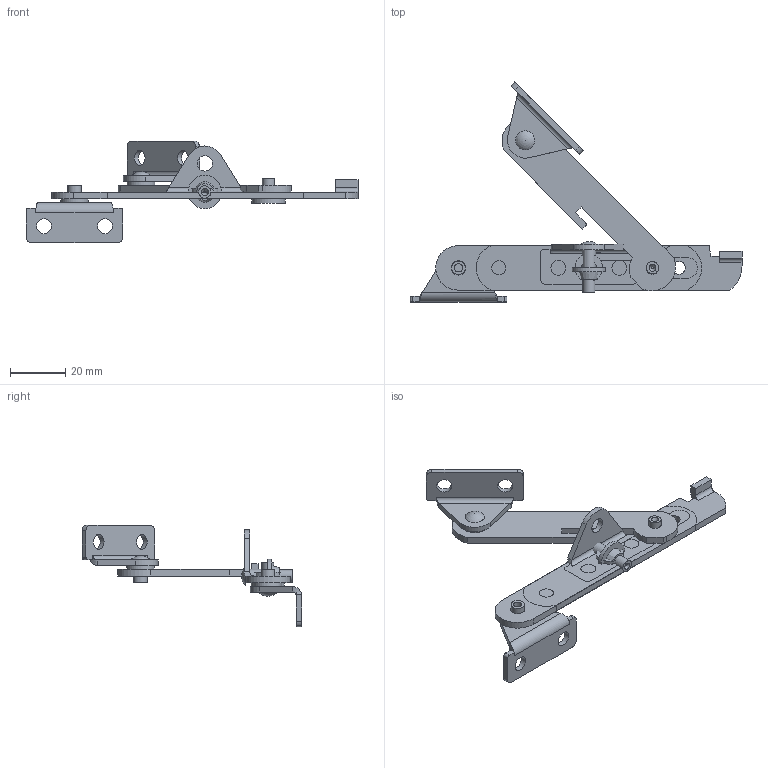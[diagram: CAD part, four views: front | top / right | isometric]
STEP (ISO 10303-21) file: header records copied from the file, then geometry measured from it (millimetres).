
FILE_DESCRIPTION( ( 'STEP AP203' ), '1' );
FILE_NAME( ' ', ' ', ( ' ' ), ( ' ' ), 'PSStep 10.0', ' ', ' ' );
FILE_SCHEMA( ( 'CONFIG_CONTROL_DESIGN' ) );
Length unit declared in the file: millimetre
Products named in the file (7): Assem1; 1; 2; 3; 4; 5; 6
Bounding box: 119.8 x 79.33 x 36.6 mm (x, y, z)
Volume: 18691 mm3; surface area: 20453 mm2
Topology: 15 solids, 15 shells, 202 faces, 463 edges, 300 vertices
Faces by surface type: plane 114, cylinder 72, bspline 8, torus 3, sphere 3, cone 2
Full cylindrical faces by diameter (mm): 3 x3, 4.4 x2, 4.6 x2, 4.9 x3, 5.1 x2, 5.2 x2, 5.4 x6, 5.5 x6, 10 x3, 12 x2
Entity records: 2702 total; most frequent: CARTESIAN_POINT 471, DIRECTION 419, ORIENTED_EDGE 348, EDGE_CURVE 174, AXIS2_PLACEMENT_3D 155, VERTEX_POINT 123, EDGE_LOOP 119, LINE 109
